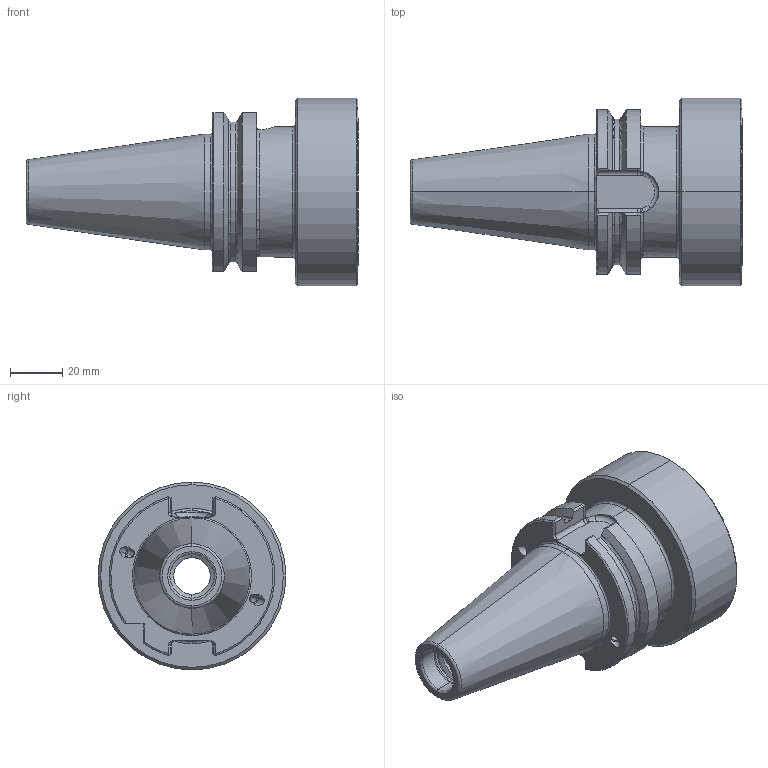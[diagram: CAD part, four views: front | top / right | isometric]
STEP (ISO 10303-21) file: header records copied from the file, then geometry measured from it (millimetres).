
FILE_DESCRIPTION (( 'STEP AP203' ), '1' );
FILE_NAME ('100.415.721C.STEP', '2018-03-12T12:23:39', ( 'SWIAdmin' ), ( 'Hewlett-Packard Company' ), 'SwSTEP 2.0', 'SolidWorks 2017', '' );
FILE_SCHEMA (( 'CONFIG_CONTROL_DESIGN' ));
Length unit declared in the file: millimetre
Products named in the file (1): 100.415.721C
Bounding box: 127.25 x 72 x 72 mm (x, y, z)
Volume: 152087.2 mm3; surface area: 39225 mm2
Topology: 1 solids, 1 shells, 163 faces, 406 edges, 248 vertices
Faces by surface type: cylinder 54, plane 35, cone 34, torus 32, bspline 8
Entity records: 5383 total; most frequent: CARTESIAN_POINT 1550, ORIENTED_EDGE 812, DIRECTION 770, EDGE_CURVE 406, AXIS2_PLACEMENT_3D 314, VERTEX_POINT 248, EDGE_LOOP 172, ADVANCED_FACE 163
